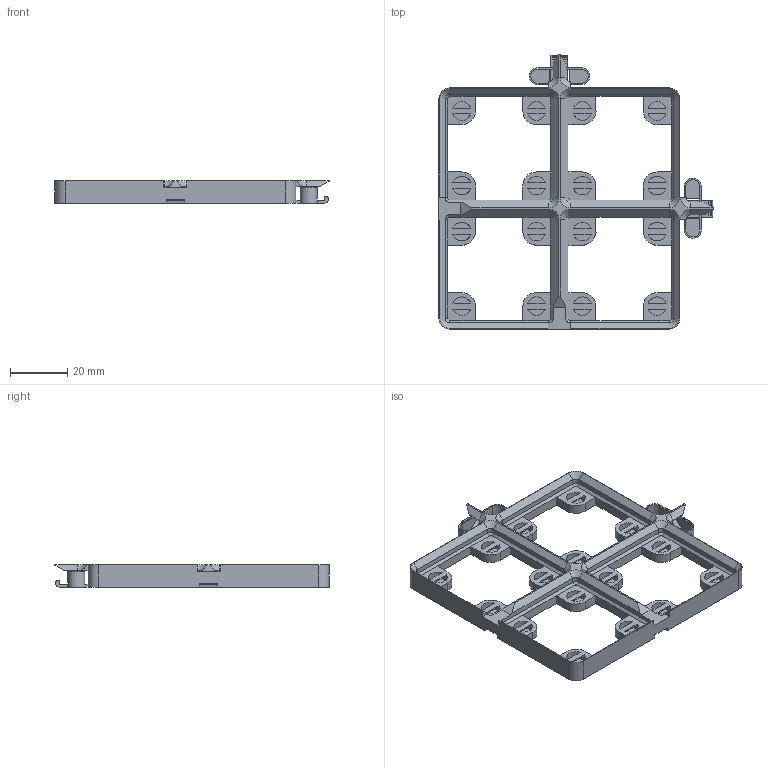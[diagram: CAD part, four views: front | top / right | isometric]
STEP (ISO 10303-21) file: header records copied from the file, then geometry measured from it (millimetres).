
FILE_DESCRIPTION(/* description */ (''),/* implementation_level */ '2;1');
FILE_NAME(/* name */ '2X2.step',/* time_stamp */ '2023-01-03T17:07:53-06:00',/* author */ (''),/* organization */ (''),/* preprocessor_version */ 'ST-DEVELOPER v19.2',/* originating_system */ 'Autodesk Translation Framework v11.17.0.187',/* authorisation */ '');
FILE_SCHEMA (('AUTOMOTIVE_DESIGN { 1 0 10303 214 3 1 1 }'));
Length unit declared in the file: millimetre
Products named in the file (1): 2X2
Bounding box: 95.55 x 95.55 x 7.8 mm (x, y, z)
Volume: 14873.8 mm3; surface area: 15910.6 mm2
Topology: 3 solids, 3 shells, 367 faces, 1006 edges, 640 vertices
Faces by surface type: plane 269, cylinder 66, cone 32
Full cylindrical faces by diameter (mm): 6.5 x16
Entity records: 11611 total; most frequent: CARTESIAN_POINT 2014, ORIENTED_EDGE 2012, DIRECTION 1970, EDGE_CURVE 1006, LINE 778, VECTOR 778, VERTEX_POINT 640, AXIS2_PLACEMENT_3D 596
